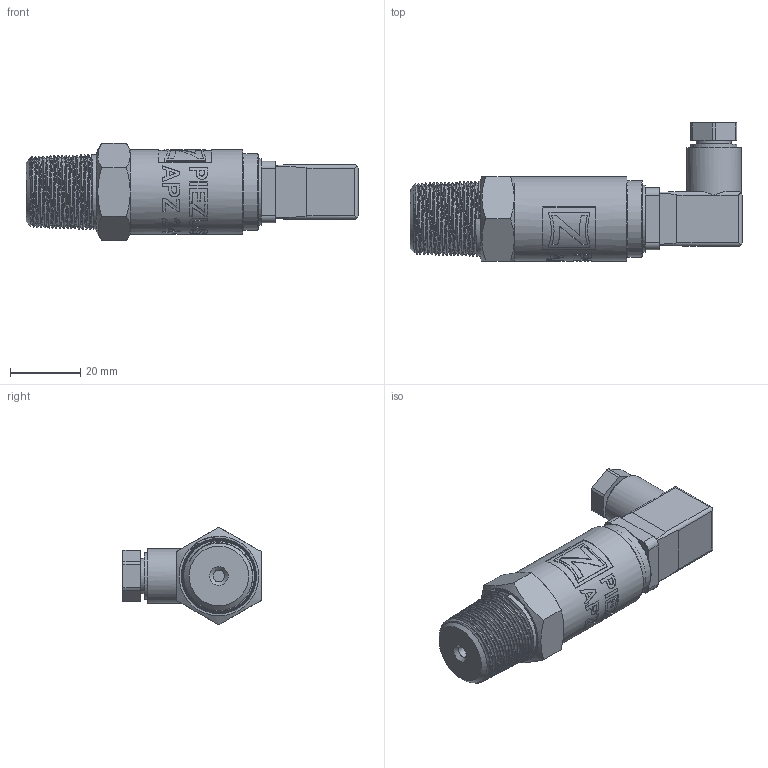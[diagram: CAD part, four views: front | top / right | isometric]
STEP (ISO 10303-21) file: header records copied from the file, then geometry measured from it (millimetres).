
FILE_DESCRIPTION(/* description */ (''),/* implementation_level */ '2;1');
FILE_NAME(/* name */ 'APZ2410_NPT1''2_DIN43650C.step',/* time_stamp */ '2021-06-11T14:23:46+03:00',/* author */ (''),/* organization */ (''),/* preprocessor_version */ 'ST-DEVELOPER v18.1',/* originating_system */ 'Autodesk Translation Framework v10.9.0.1377',/* authorisation */ '');
FILE_SCHEMA (('AUTOMOTIVE_DESIGN { 1 0 10303 214 3 1 1 }'));
Products named in the file (7): APZ2410_NPT1'2_DIN43650C; NPT 1/2; Стакан; Адаптер DIN 43650C; DIN 43650C male round base v5; DIN 43650C female part v2; Component6
Assembly tree (6 placements, depth 2):
  APZ2410_NPT1'2_DIN43650C
    NPT 1/2
    Стакан
    Адаптер DIN 43650C
    DIN 43650C male round base v5
    DIN 43650C female part v2
    Component6
Bounding box: 94.28 x 39.25 x 27.71 mm (x, y, z)
Volume: 36339.9 mm3; surface area: 15631.9 mm2
Topology: 12 solids, 13 shells, 703 faces, 1938 edges, 1312 vertices
Faces by surface type: bspline 319, plane 223, cylinder 129, cone 29, torus 3
Full cylindrical faces by diameter (mm): 2.927 x36, 3 x1, 3.3 x1, 3.5 x1, 4.8 x1, 5 x1, 5.5 x1, 6.8 x2, 7.5 x1, 10 x3, 11.5 x1, 13.157 x1, 15.5 x1, 16 x2, 18.4 x3, 19 x1, 19.5 x1, 21.2 x5, 21.7 x1, 24 x1
Entity records: 64005 total; most frequent: CARTESIAN_POINT 47967, ORIENTED_EDGE 3876, DIRECTION 2216, EDGE_CURVE 1938, VERTEX_POINT 1312, LINE 960, VECTOR 960, EDGE_LOOP 766
